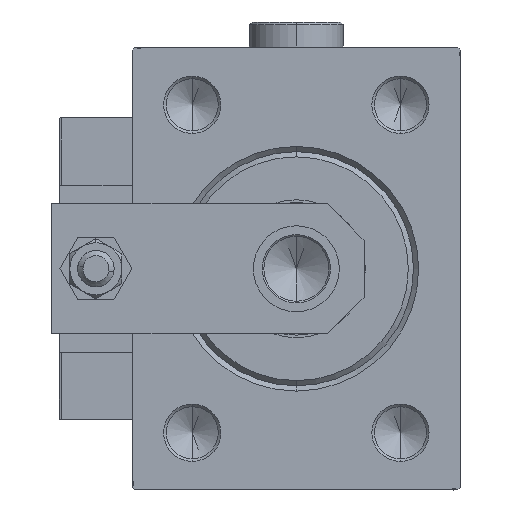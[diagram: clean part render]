
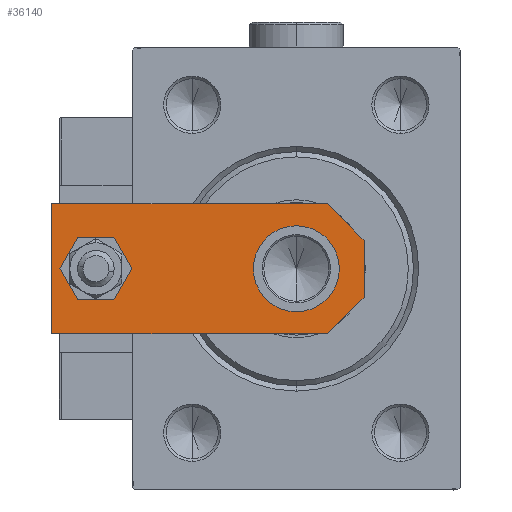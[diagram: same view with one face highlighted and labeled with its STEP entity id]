
A CAD part, left-side view. The second image highlights one B-rep face of the part: STEP entity #36140.
In plain terms, the highlighted face is planar.
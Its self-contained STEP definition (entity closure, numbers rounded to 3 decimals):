
#880 = ORIENTED_EDGE ( 'NONE', *, *, #25248, .F. ) ;
#1095 = EDGE_CURVE ( 'NONE', #15966, #31177, #22818, .T. ) ;
#1564 = CARTESIAN_POINT ( 'NONE',  ( -2.75, -2.75, 6. ) ) ;
#5706 = ORIENTED_EDGE ( 'NONE', *, *, #18230, .T. ) ;
#6608 = LINE ( 'NONE', #1564, #13055 ) ;
#7297 = FACE_BOUND ( 'NONE', #12033, .T. ) ;
#7887 = ORIENTED_EDGE ( 'NONE', *, *, #12121, .F. ) ;
#8710 = VERTEX_POINT ( 'NONE', #13481 ) ;
#8877 = CARTESIAN_POINT ( 'NONE',  ( -12.5, 7., 6. ) ) ;
#9113 = VECTOR ( 'NONE', #32200, 1000. ) ;
#9984 = AXIS2_PLACEMENT_3D ( 'NONE', #33754, #46275, #26337 ) ;
#10265 = DIRECTION ( 'NONE',  ( 1., 0., 0. ) ) ;
#10657 = ORIENTED_EDGE ( 'NONE', *, *, #20964, .F. ) ;
#10702 = EDGE_LOOP ( 'NONE', ( #17989, #880 ) ) ;
#10934 = CARTESIAN_POINT ( 'NONE',  ( -5.5, 0., 6. ) ) ;
#12007 = CARTESIAN_POINT ( 'NONE',  ( 12.5, 60., 6. ) ) ;
#12033 = EDGE_LOOP ( 'NONE', ( #10657, #7887 ) ) ;
#12121 = EDGE_CURVE ( 'NONE', #50671, #14785, #46542, .T. ) ;
#12139 = CARTESIAN_POINT ( 'NONE',  ( 12.5, 0., 6. ) ) ;
#12272 = DIRECTION ( 'NONE',  ( 1., 0., 0. ) ) ;
#13055 = VECTOR ( 'NONE', #17768, 1000. ) ;
#13075 = CARTESIAN_POINT ( 'NONE',  ( -12.5, 0., 6. ) ) ;
#13166 = ORIENTED_EDGE ( 'NONE', *, *, #1095, .T. ) ;
#13481 = CARTESIAN_POINT ( 'NONE',  ( -8.25, 13., 6. ) ) ;
#14054 = EDGE_CURVE ( 'NONE', #8710, #21967, #44764, .T. ) ;
#14116 = VECTOR ( 'NONE', #43925, 1000. ) ;
#14239 = DIRECTION ( 'NONE',  ( 0., 0., 1. ) ) ;
#14785 = VERTEX_POINT ( 'NONE', #26464 ) ;
#15449 = CIRCLE ( 'NONE', #28188, 4. ) ;
#15966 = VERTEX_POINT ( 'NONE', #21565 ) ;
#17052 = VERTEX_POINT ( 'NONE', #10934 ) ;
#17768 = DIRECTION ( 'NONE',  ( 0.707, -0.707, 0. ) ) ;
#17989 = ORIENTED_EDGE ( 'NONE', *, *, #14054, .F. ) ;
#18229 = CARTESIAN_POINT ( 'NONE',  ( 0., 51.5, 6. ) ) ;
#18230 = EDGE_CURVE ( 'NONE', #17052, #15966, #24777, .T. ) ;
#18822 = CARTESIAN_POINT ( 'NONE',  ( 2.75, -2.75, 6. ) ) ;
#19453 = ORIENTED_EDGE ( 'NONE', *, *, #48932, .T. ) ;
#19484 = CARTESIAN_POINT ( 'NONE',  ( 0., 13., 6. ) ) ;
#19730 = CIRCLE ( 'NONE', #36708, 8.25 ) ;
#19761 = PLANE ( 'NONE',  #27771 ) ;
#20964 = EDGE_CURVE ( 'NONE', #14785, #50671, #15449, .T. ) ;
#21343 = CARTESIAN_POINT ( 'NONE',  ( 0., 51.5, 6. ) ) ;
#21355 = CARTESIAN_POINT ( 'NONE',  ( -12.5, 60., 6. ) ) ;
#21474 = VECTOR ( 'NONE', #27067, 1000. ) ;
#21565 = CARTESIAN_POINT ( 'NONE',  ( 5.5, 0., 6. ) ) ;
#21773 = AXIS2_PLACEMENT_3D ( 'NONE', #21343, #41000, #25067 ) ;
#21967 = VERTEX_POINT ( 'NONE', #35894 ) ;
#22818 = LINE ( 'NONE', #18822, #21474 ) ;
#24777 = LINE ( 'NONE', #13075, #37260 ) ;
#25067 = DIRECTION ( 'NONE',  ( 1., 0., 0. ) ) ;
#25248 = EDGE_CURVE ( 'NONE', #21967, #8710, #19730, .T. ) ;
#26337 = DIRECTION ( 'NONE',  ( 1., 0., 0. ) ) ;
#26464 = CARTESIAN_POINT ( 'NONE',  ( -4., 51.5, 6. ) ) ;
#26716 = FACE_OUTER_BOUND ( 'NONE', #41389, .T. ) ;
#27067 = DIRECTION ( 'NONE',  ( 0.707, 0.707, 0. ) ) ;
#27689 = LINE ( 'NONE', #47903, #14116 ) ;
#27771 = AXIS2_PLACEMENT_3D ( 'NONE', #42937, #35962, #52197 ) ;
#28188 = AXIS2_PLACEMENT_3D ( 'NONE', #18229, #14239, #10265 ) ;
#28346 = DIRECTION ( 'NONE',  ( 0., 1., 0. ) ) ;
#31177 = VERTEX_POINT ( 'NONE', #37628 ) ;
#31238 = VERTEX_POINT ( 'NONE', #37899 ) ;
#32200 = DIRECTION ( 'NONE',  ( -1., 0., 0. ) ) ;
#33754 = CARTESIAN_POINT ( 'NONE',  ( 0., 13., 6. ) ) ;
#35894 = CARTESIAN_POINT ( 'NONE',  ( 8.25, 13., 6. ) ) ;
#35962 = DIRECTION ( 'NONE',  ( 0., 0., 1. ) ) ;
#36140 = ADVANCED_FACE ( 'NONE', ( #7297, #26716, #39951 ), #19761, .T. ) ;
#36708 = AXIS2_PLACEMENT_3D ( 'NONE', #19484, #48691, #12272 ) ;
#36961 = EDGE_CURVE ( 'NONE', #44475, #39457, #27689, .T. ) ;
#37260 = VECTOR ( 'NONE', #41248, 1000. ) ;
#37628 = CARTESIAN_POINT ( 'NONE',  ( 12.5, 7., 6. ) ) ;
#37899 = CARTESIAN_POINT ( 'NONE',  ( 12.5, 60., 6. ) ) ;
#38145 = CARTESIAN_POINT ( 'NONE',  ( 4., 51.5, 6. ) ) ;
#39457 = VERTEX_POINT ( 'NONE', #8877 ) ;
#39659 = EDGE_CURVE ( 'NONE', #31238, #44475, #40162, .T. ) ;
#39755 = ORIENTED_EDGE ( 'NONE', *, *, #39659, .T. ) ;
#39951 = FACE_BOUND ( 'NONE', #10702, .T. ) ;
#40162 = LINE ( 'NONE', #12007, #9113 ) ;
#40876 = ORIENTED_EDGE ( 'NONE', *, *, #43534, .T. ) ;
#41000 = DIRECTION ( 'NONE',  ( 0., 0., 1. ) ) ;
#41248 = DIRECTION ( 'NONE',  ( 1., 0., 0. ) ) ;
#41389 = EDGE_LOOP ( 'NONE', ( #50678, #19453, #5706, #13166, #40876, #39755 ) ) ;
#42937 = CARTESIAN_POINT ( 'NONE',  ( 0., 0., 6. ) ) ;
#43534 = EDGE_CURVE ( 'NONE', #31177, #31238, #51790, .T. ) ;
#43925 = DIRECTION ( 'NONE',  ( 0., -1., 0. ) ) ;
#44475 = VERTEX_POINT ( 'NONE', #21355 ) ;
#44764 = CIRCLE ( 'NONE', #9984, 8.25 ) ;
#46275 = DIRECTION ( 'NONE',  ( 0., 0., 1. ) ) ;
#46542 = CIRCLE ( 'NONE', #21773, 4. ) ;
#47903 = CARTESIAN_POINT ( 'NONE',  ( -12.5, 60., 6. ) ) ;
#48691 = DIRECTION ( 'NONE',  ( 0., 0., 1. ) ) ;
#48932 = EDGE_CURVE ( 'NONE', #39457, #17052, #6608, .T. ) ;
#50671 = VERTEX_POINT ( 'NONE', #38145 ) ;
#50678 = ORIENTED_EDGE ( 'NONE', *, *, #36961, .T. ) ;
#51790 = LINE ( 'NONE', #12139, #52550 ) ;
#52197 = DIRECTION ( 'NONE',  ( 1., 0., 0. ) ) ;
#52550 = VECTOR ( 'NONE', #28346, 1000. ) ;
